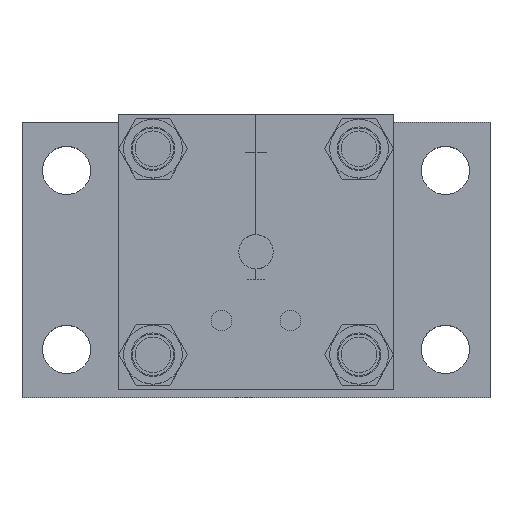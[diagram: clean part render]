
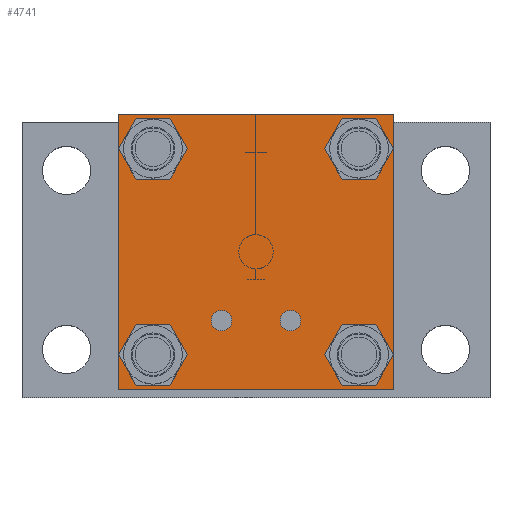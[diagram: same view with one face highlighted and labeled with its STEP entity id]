
A CAD part, top view. The second image highlights one B-rep face of the part: STEP entity #4741.
In plain terms, the highlighted planar face has unit normal (0, 0, 1).
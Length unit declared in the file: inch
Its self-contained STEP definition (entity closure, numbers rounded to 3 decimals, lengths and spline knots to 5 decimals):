
#5 = CIRCLE ( 'NONE', #2226, 0.188 ) ;
#12 = CARTESIAN_POINT ( 'NONE',  ( 7.59329, 9.26306, 0. ) ) ;
#111 = CIRCLE ( 'NONE', #2564, 0.188 ) ;
#113 = ORIENTED_EDGE ( 'NONE', *, *, #3334, .F. ) ;
#217 = CARTESIAN_POINT ( 'NONE',  ( 5.59629, 5.57249, 0. ) ) ;
#394 = DIRECTION ( 'NONE',  ( 1., 0., 0. ) ) ;
#464 = DIRECTION ( 'NONE',  ( 0., 0., 1. ) ) ;
#494 = CARTESIAN_POINT ( 'NONE',  ( 6.53329, 7.70306, 0. ) ) ;
#499 = CARTESIAN_POINT ( 'NONE',  ( 6.84629, 5.57249, 0. ) ) ;
#570 = DIRECTION ( 'NONE',  ( 1., 0., 0. ) ) ;
#635 = EDGE_CURVE ( 'NONE', #3635, #7720, #7139, .T. ) ;
#736 = EDGE_CURVE ( 'NONE', #4285, #4541, #1461, .T. ) ;
#792 = CIRCLE ( 'NONE', #4996, 0.094 ) ;
#864 = VERTEX_POINT ( 'NONE', #923 ) ;
#895 = CARTESIAN_POINT ( 'NONE',  ( 7.15929, 7.70306, 0. ) ) ;
#923 = CARTESIAN_POINT ( 'NONE',  ( 5.59629, 9.57806, 0. ) ) ;
#1178 = AXIS2_PLACEMENT_3D ( 'NONE', #6625, #3921, #1721 ) ;
#1199 = DIRECTION ( 'NONE',  ( 1., 0., 0. ) ) ;
#1240 = CIRCLE ( 'NONE', #4970, 0.094 ) ;
#1461 = CIRCLE ( 'NONE', #5707, 0.188 ) ;
#1691 = CARTESIAN_POINT ( 'NONE',  ( 8.09629, 7.07806, 0. ) ) ;
#1699 = CARTESIAN_POINT ( 'NONE',  ( 7.78129, 9.26306, 0. ) ) ;
#1721 = DIRECTION ( 'NONE',  ( 1., 0., 0. ) ) ;
#1870 = VERTEX_POINT ( 'NONE', #1691 ) ;
#1882 = EDGE_CURVE ( 'NONE', #864, #3688, #3172, .T. ) ;
#1976 = EDGE_CURVE ( 'NONE', #7720, #3635, #792, .T. ) ;
#1981 = CARTESIAN_POINT ( 'NONE',  ( 7.06529, 7.70306, 0. ) ) ;
#2026 = LINE ( 'NONE', #217, #3111 ) ;
#2055 = EDGE_CURVE ( 'NONE', #4541, #4285, #4138, .T. ) ;
#2226 = AXIS2_PLACEMENT_3D ( 'NONE', #1699, #2384, #7279 ) ;
#2234 = CARTESIAN_POINT ( 'NONE',  ( 8.09629, 9.57806, 0. ) ) ;
#2295 = VERTEX_POINT ( 'NONE', #4834 ) ;
#2384 = DIRECTION ( 'NONE',  ( 0., 0., 1. ) ) ;
#2386 = EDGE_LOOP ( 'NONE', ( #6529, #3014 ) ) ;
#2409 = DIRECTION ( 'NONE',  ( 1., 0., 0. ) ) ;
#2534 = DIRECTION ( 'NONE',  ( 1., 0., 0. ) ) ;
#2561 = CARTESIAN_POINT ( 'NONE',  ( 5.59629, 7.07806, 0. ) ) ;
#2564 = AXIS2_PLACEMENT_3D ( 'NONE', #8785, #3234, #7310 ) ;
#2574 = EDGE_CURVE ( 'NONE', #7743, #7671, #8834, .T. ) ;
#2616 = FACE_OUTER_BOUND ( 'NONE', #6532, .T. ) ;
#2735 = VECTOR ( 'NONE', #570, 39.37008 ) ;
#2850 = AXIS2_PLACEMENT_3D ( 'NONE', #5394, #464, #7480 ) ;
#2856 = CARTESIAN_POINT ( 'NONE',  ( 6.62729, 7.70306, 0. ) ) ;
#2858 = EDGE_CURVE ( 'NONE', #7247, #1870, #2958, .T. ) ;
#2895 = CIRCLE ( 'NONE', #1178, 0.188 ) ;
#2958 = LINE ( 'NONE', #3941, #2735 ) ;
#2983 = ORIENTED_EDGE ( 'NONE', *, *, #6149, .F. ) ;
#3013 = DIRECTION ( 'NONE',  ( 0., 0., 1. ) ) ;
#3014 = ORIENTED_EDGE ( 'NONE', *, *, #2574, .F. ) ;
#3111 = VECTOR ( 'NONE', #5785, 39.37008 ) ;
#3166 = CARTESIAN_POINT ( 'NONE',  ( 6.84629, 9.57806, 0. ) ) ;
#3172 = LINE ( 'NONE', #3166, #6468 ) ;
#3182 = CARTESIAN_POINT ( 'NONE',  ( 7.25329, 7.70306, 0. ) ) ;
#3196 = ORIENTED_EDGE ( 'NONE', *, *, #3855, .F. ) ;
#3234 = DIRECTION ( 'NONE',  ( 0., 0., 1. ) ) ;
#3334 = EDGE_CURVE ( 'NONE', #8194, #6494, #5, .T. ) ;
#3343 = DIRECTION ( 'NONE',  ( 0., 0., 1. ) ) ;
#3352 = DIRECTION ( 'NONE',  ( 0., 0., 1. ) ) ;
#3421 = CIRCLE ( 'NONE', #3965, 0.188 ) ;
#3498 = ORIENTED_EDGE ( 'NONE', *, *, #736, .F. ) ;
#3550 = DIRECTION ( 'NONE',  ( 1., 0., 0. ) ) ;
#3627 = ORIENTED_EDGE ( 'NONE', *, *, #1882, .F. ) ;
#3635 = VERTEX_POINT ( 'NONE', #8525 ) ;
#3668 = DIRECTION ( 'NONE',  ( 0., -1., 0. ) ) ;
#3688 = VERTEX_POINT ( 'NONE', #2234 ) ;
#3734 = DIRECTION ( 'NONE',  ( 1., 0., 0. ) ) ;
#3785 = DIRECTION ( 'NONE',  ( 0., 0., 1. ) ) ;
#3792 = DIRECTION ( 'NONE',  ( 0., 0., 1. ) ) ;
#3855 = EDGE_CURVE ( 'NONE', #7882, #2295, #111, .T. ) ;
#3894 = EDGE_CURVE ( 'NONE', #5341, #8056, #5433, .T. ) ;
#3921 = DIRECTION ( 'NONE',  ( 0., 0., 1. ) ) ;
#3941 = CARTESIAN_POINT ( 'NONE',  ( 6.84629, 7.07806, 0. ) ) ;
#3957 = ORIENTED_EDGE ( 'NONE', *, *, #635, .F. ) ;
#3965 = AXIS2_PLACEMENT_3D ( 'NONE', #7912, #8488, #5066 ) ;
#4014 = FACE_BOUND ( 'NONE', #4489, .T. ) ;
#4026 = EDGE_CURVE ( 'NONE', #6494, #8194, #7298, .T. ) ;
#4043 = PLANE ( 'NONE',  #7487 ) ;
#4106 = EDGE_LOOP ( 'NONE', ( #6665, #3957 ) ) ;
#4131 = EDGE_LOOP ( 'NONE', ( #4957, #3498 ) ) ;
#4138 = CIRCLE ( 'NONE', #2850, 0.188 ) ;
#4158 = EDGE_LOOP ( 'NONE', ( #3196, #2983 ) ) ;
#4285 = VERTEX_POINT ( 'NONE', #7631 ) ;
#4407 = AXIS2_PLACEMENT_3D ( 'NONE', #7732, #5008, #3550 ) ;
#4430 = CARTESIAN_POINT ( 'NONE',  ( 7.15929, 7.70306, 0. ) ) ;
#4489 = EDGE_LOOP ( 'NONE', ( #113, #6078 ) ) ;
#4541 = VERTEX_POINT ( 'NONE', #8809 ) ;
#4550 = DIRECTION ( 'NONE',  ( 0., 0., 1. ) ) ;
#4741 = ADVANCED_FACE ( 'NONE', ( #2616, #6097, #7738, #5883, #4014, #5671, #5447 ), #4043, .T. ) ;
#4834 = CARTESIAN_POINT ( 'NONE',  ( 5.72329, 7.39306, 0. ) ) ;
#4890 = AXIS2_PLACEMENT_3D ( 'NONE', #5308, #3785, #5247 ) ;
#4957 = ORIENTED_EDGE ( 'NONE', *, *, #2055, .F. ) ;
#4970 = AXIS2_PLACEMENT_3D ( 'NONE', #4430, #4550, #394 ) ;
#4996 = AXIS2_PLACEMENT_3D ( 'NONE', #494, #6742, #2534 ) ;
#5008 = DIRECTION ( 'NONE',  ( 0., 0., 1. ) ) ;
#5059 = AXIS2_PLACEMENT_3D ( 'NONE', #895, #3013, #5761 ) ;
#5066 = DIRECTION ( 'NONE',  ( 1., 0., 0. ) ) ;
#5089 = CARTESIAN_POINT ( 'NONE',  ( 6.09929, 7.39306, 0. ) ) ;
#5247 = DIRECTION ( 'NONE',  ( 1., 0., 0. ) ) ;
#5308 = CARTESIAN_POINT ( 'NONE',  ( 5.91129, 9.26306, 0. ) ) ;
#5322 = ORIENTED_EDGE ( 'NONE', *, *, #5493, .F. ) ;
#5341 = VERTEX_POINT ( 'NONE', #5696 ) ;
#5388 = EDGE_CURVE ( 'NONE', #8056, #5341, #3421, .T. ) ;
#5394 = CARTESIAN_POINT ( 'NONE',  ( 7.78129, 7.39306, 0. ) ) ;
#5422 = ORIENTED_EDGE ( 'NONE', *, *, #5388, .F. ) ;
#5433 = CIRCLE ( 'NONE', #4890, 0.188 ) ;
#5447 = FACE_BOUND ( 'NONE', #4158, .T. ) ;
#5471 = EDGE_CURVE ( 'NONE', #864, #7247, #2026, .T. ) ;
#5493 = EDGE_CURVE ( 'NONE', #3688, #1870, #7057, .T. ) ;
#5671 = FACE_BOUND ( 'NONE', #6695, .T. ) ;
#5696 = CARTESIAN_POINT ( 'NONE',  ( 6.09929, 9.26306, 0. ) ) ;
#5707 = AXIS2_PLACEMENT_3D ( 'NONE', #7967, #3792, #3734 ) ;
#5761 = DIRECTION ( 'NONE',  ( 1., 0., 0. ) ) ;
#5785 = DIRECTION ( 'NONE',  ( 0., -1., 0. ) ) ;
#5833 = AXIS2_PLACEMENT_3D ( 'NONE', #6049, #3352, #6076 ) ;
#5862 = ORIENTED_EDGE ( 'NONE', *, *, #3894, .F. ) ;
#5883 = FACE_BOUND ( 'NONE', #4131, .T. ) ;
#5984 = CARTESIAN_POINT ( 'NONE',  ( 5.72329, 9.26306, 0. ) ) ;
#6049 = CARTESIAN_POINT ( 'NONE',  ( 7.78129, 9.26306, 0. ) ) ;
#6076 = DIRECTION ( 'NONE',  ( 1., 0., 0. ) ) ;
#6078 = ORIENTED_EDGE ( 'NONE', *, *, #4026, .F. ) ;
#6097 = FACE_BOUND ( 'NONE', #4106, .T. ) ;
#6100 = CARTESIAN_POINT ( 'NONE',  ( 7.96929, 9.26306, 0. ) ) ;
#6149 = EDGE_CURVE ( 'NONE', #2295, #7882, #2895, .T. ) ;
#6278 = ORIENTED_EDGE ( 'NONE', *, *, #2858, .T. ) ;
#6468 = VECTOR ( 'NONE', #2409, 39.37008 ) ;
#6494 = VERTEX_POINT ( 'NONE', #12 ) ;
#6529 = ORIENTED_EDGE ( 'NONE', *, *, #7531, .F. ) ;
#6532 = EDGE_LOOP ( 'NONE', ( #3627, #6690, #6278, #5322 ) ) ;
#6625 = CARTESIAN_POINT ( 'NONE',  ( 5.91129, 7.39306, 0. ) ) ;
#6665 = ORIENTED_EDGE ( 'NONE', *, *, #1976, .F. ) ;
#6690 = ORIENTED_EDGE ( 'NONE', *, *, #5471, .T. ) ;
#6695 = EDGE_LOOP ( 'NONE', ( #5862, #5422 ) ) ;
#6742 = DIRECTION ( 'NONE',  ( 0., 0., 1. ) ) ;
#6934 = VECTOR ( 'NONE', #3668, 39.37008 ) ;
#7057 = LINE ( 'NONE', #7823, #6934 ) ;
#7139 = CIRCLE ( 'NONE', #4407, 0.094 ) ;
#7247 = VERTEX_POINT ( 'NONE', #2561 ) ;
#7279 = DIRECTION ( 'NONE',  ( 1., 0., 0. ) ) ;
#7298 = CIRCLE ( 'NONE', #5833, 0.188 ) ;
#7310 = DIRECTION ( 'NONE',  ( 1., 0., 0. ) ) ;
#7480 = DIRECTION ( 'NONE',  ( 1., 0., 0. ) ) ;
#7487 = AXIS2_PLACEMENT_3D ( 'NONE', #499, #3343, #1199 ) ;
#7531 = EDGE_CURVE ( 'NONE', #7671, #7743, #1240, .T. ) ;
#7631 = CARTESIAN_POINT ( 'NONE',  ( 7.59329, 7.39306, 0. ) ) ;
#7671 = VERTEX_POINT ( 'NONE', #3182 ) ;
#7720 = VERTEX_POINT ( 'NONE', #2856 ) ;
#7732 = CARTESIAN_POINT ( 'NONE',  ( 6.53329, 7.70306, 0. ) ) ;
#7738 = FACE_BOUND ( 'NONE', #2386, .T. ) ;
#7743 = VERTEX_POINT ( 'NONE', #1981 ) ;
#7823 = CARTESIAN_POINT ( 'NONE',  ( 8.09629, 5.57249, 0. ) ) ;
#7882 = VERTEX_POINT ( 'NONE', #5089 ) ;
#7912 = CARTESIAN_POINT ( 'NONE',  ( 5.91129, 9.26306, 0. ) ) ;
#7967 = CARTESIAN_POINT ( 'NONE',  ( 7.78129, 7.39306, 0. ) ) ;
#8056 = VERTEX_POINT ( 'NONE', #5984 ) ;
#8194 = VERTEX_POINT ( 'NONE', #6100 ) ;
#8488 = DIRECTION ( 'NONE',  ( 0., 0., 1. ) ) ;
#8525 = CARTESIAN_POINT ( 'NONE',  ( 6.43929, 7.70306, 0. ) ) ;
#8785 = CARTESIAN_POINT ( 'NONE',  ( 5.91129, 7.39306, 0. ) ) ;
#8809 = CARTESIAN_POINT ( 'NONE',  ( 7.96929, 7.39306, 0. ) ) ;
#8834 = CIRCLE ( 'NONE', #5059, 0.094 ) ;
